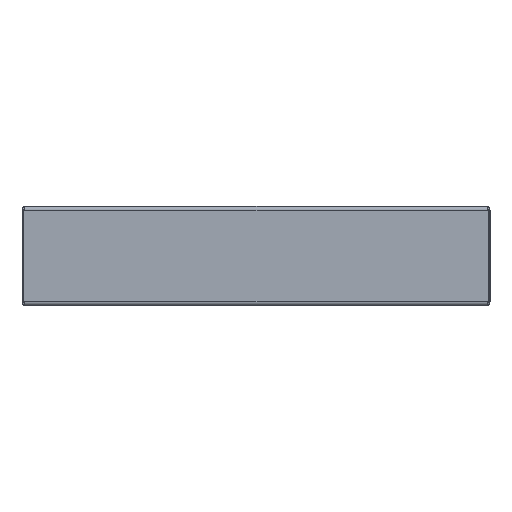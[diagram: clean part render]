
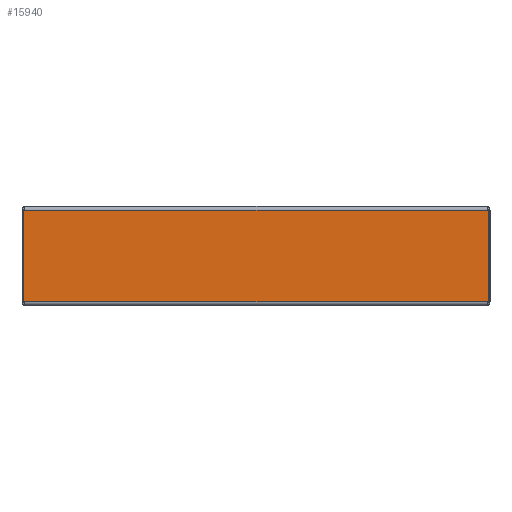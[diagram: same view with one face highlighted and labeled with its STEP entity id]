
A CAD part, front view. The second image highlights one B-rep face of the part: STEP entity #15940.
In plain terms, the highlighted face is planar.
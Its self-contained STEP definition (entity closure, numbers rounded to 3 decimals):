
#6100=CARTESIAN_POINT('',(172.721,363.179,
92.922));
#6110=VERTEX_POINT('',#6100);
#6950=CARTESIAN_POINT('',(172.721,363.179,
144.003));
#6960=DIRECTION('',(0.,0.,-1.));
#6970=VECTOR('',#6960,1.);
#6980=LINE('',#6950,#6970);
#6990=CARTESIAN_POINT('',(172.721,363.179,
143.922));
#7000=VERTEX_POINT('',#6990);
#7010=EDGE_CURVE('',#7000,#6110,#6980,.T.);
#14830=CARTESIAN_POINT('',(173.664,219.753,
143.922));
#14840=DIRECTION('',(-0.007,1.,
0.));
#14850=VECTOR('',#14840,1.);
#14860=LINE('',#14830,#14850);
#14870=CARTESIAN_POINT('',(174.417,105.326,
143.922));
#14880=VERTEX_POINT('',#14870);
#14890=EDGE_CURVE('',#14880,#7000,#14860,.T.);
#15710=CARTESIAN_POINT('',(173.664,219.753,
402.107));
#15720=DIRECTION('',(-1.,-0.007,
0.));
#15730=DIRECTION('',(0.,0.,1.));
#15740=AXIS2_PLACEMENT_3D('',#15710,#15720,#15730);
#15750=PLANE('',#15740);
#15760=CARTESIAN_POINT('',(174.417,105.326,
144.003));
#15770=DIRECTION('',(0.,0.,-1.));
#15780=VECTOR('',#15770,1.);
#15790=LINE('',#15760,#15780);
#15800=CARTESIAN_POINT('',(174.417,105.326,
92.922));
#15810=VERTEX_POINT('',#15800);
#15820=EDGE_CURVE('',#14880,#15810,#15790,.T.);
#15830=ORIENTED_EDGE('',*,*,#15820,.T.);
#15840=ORIENTED_EDGE('',*,*,#14890,.F.);
#15850=ORIENTED_EDGE('',*,*,#7010,.F.);
#15860=CARTESIAN_POINT('',(175.109,0.013,
92.922));
#15870=DIRECTION('',(-0.007,1.,0.));
#15880=VECTOR('',#15870,1.);
#15890=LINE('',#15860,#15880);
#15900=EDGE_CURVE('',#15810,#6110,#15890,.T.);
#15910=ORIENTED_EDGE('',*,*,#15900,.T.);
#15920=EDGE_LOOP('',(#15910,#15850,#15840,#15830));
#15930=FACE_OUTER_BOUND('',#15920,.T.);
#15940=ADVANCED_FACE('',(#15930),#15750,.F.);
